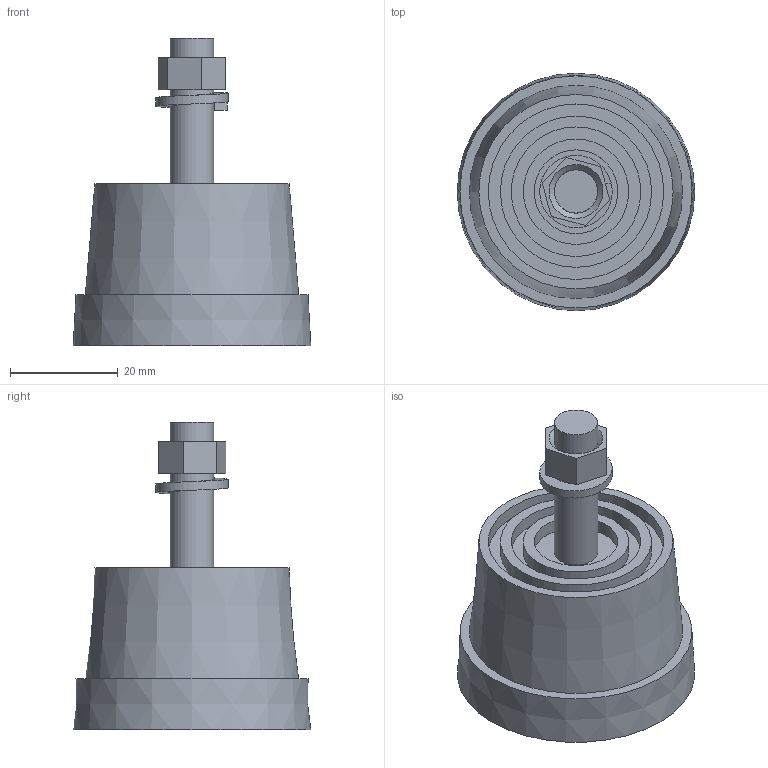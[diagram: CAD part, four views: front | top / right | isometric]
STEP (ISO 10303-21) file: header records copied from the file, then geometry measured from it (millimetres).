
FILE_DESCRIPTION(/* description */ (''),/* implementation_level */ '2;1');
FILE_NAME(/* name */ 'PRM8-5.stp',/* time_stamp */ '2023-05-08T14:34:36+09:00',/* author */ ('user'),/* organization */ (''),/* preprocessor_version */ 'ST-DEVELOPER v15.6',/* originating_system */ 'Autodesk Inventor 2015',/* authorisation */ '');
FILE_SCHEMA (('AUTOMOTIVE_DESIGN { 1 0 10303 214 3 1 1 }'));
Length unit declared in the file: millimetre
Products named in the file (4): DR_PRM8-5; DR_PRM8-5-너트; DR_PRM8-5-와셔; PRM8-5
Bounding box: 44 x 44 x 57 mm (x, y, z)
Volume: 34472.1 mm3; surface area: 10859 mm2
Topology: 3 solids, 3 shells, 50 faces, 86 edges, 57 vertices
Faces by surface type: plane 27, cylinder 17, cone 4, bspline 2
Full cylindrical faces by diameter (mm): 8 x2, 8.6 x1, 12.5 x1, 13.4 x1, 15 x1, 15.5 x1, 19.5 x2, 23 x1, 24 x1, 27.5 x1, 28 x1, 32 x1, 32.5 x1, 36 x1, 40.5 x1
Entity records: 1322 total; most frequent: CARTESIAN_POINT 317, DIRECTION 208, ORIENTED_EDGE 132, AXIS2_PLACEMENT_3D 91, EDGE_LOOP 86, EDGE_CURVE 66, VERTEX_POINT 56, FACE_OUTER_BOUND 50
